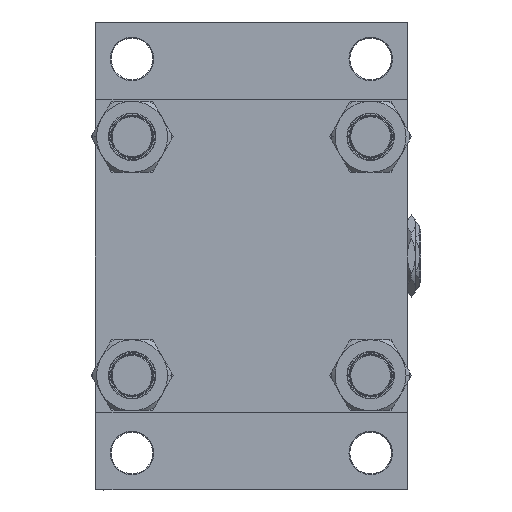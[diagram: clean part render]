
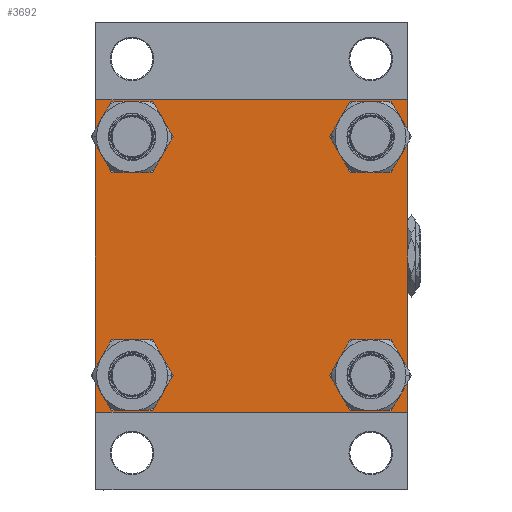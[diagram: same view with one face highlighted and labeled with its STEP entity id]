
A CAD part, left-side view. The second image highlights one B-rep face of the part: STEP entity #3692.
In plain terms, the highlighted planar face has unit normal (-1, 0, 0).
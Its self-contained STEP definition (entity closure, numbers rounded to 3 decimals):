
#950 = ORIENTED_EDGE ( 'NONE', *, *, #22391, .T. ) ;
#1032 = CARTESIAN_POINT ( 'NONE',  ( 0., 0., 0. ) ) ;
#1287 = DIRECTION ( 'NONE',  ( 0., -0.707, -0.707 ) ) ;
#1738 = EDGE_CURVE ( 'NONE', #21943, #47947, #43470, .T. ) ;
#1928 = DIRECTION ( 'NONE',  ( 0., 0., 1. ) ) ;
#2179 = DIRECTION ( 'NONE',  ( 0., 0., -1. ) ) ;
#2303 = VECTOR ( 'NONE', #35966, 1000. ) ;
#2375 = ORIENTED_EDGE ( 'NONE', *, *, #37550, .T. ) ;
#2620 = VERTEX_POINT ( 'NONE', #45670 ) ;
#2817 = VERTEX_POINT ( 'NONE', #35932 ) ;
#3168 = DIRECTION ( 'NONE',  ( 0., -1., 0. ) ) ;
#3439 = ORIENTED_EDGE ( 'NONE', *, *, #40039, .F. ) ;
#3692 = ADVANCED_FACE ( 'NONE', ( #45969, #27258, #42478, #27995, #35235 ), #8275, .T. ) ;
#4128 = AXIS2_PLACEMENT_3D ( 'NONE', #44915, #17962, #41416 ) ;
#4681 = DIRECTION ( 'NONE',  ( 1., 0., 0. ) ) ;
#4772 = CIRCLE ( 'NONE', #16716, 11.5 ) ;
#5184 = CARTESIAN_POINT ( 'NONE',  ( 0., -82.25, 82.25 ) ) ;
#5354 = CARTESIAN_POINT ( 'NONE',  ( 0., -82., -82.5 ) ) ;
#5760 = CARTESIAN_POINT ( 'NONE',  ( 0., -82.5, 82.5 ) ) ;
#6219 = CARTESIAN_POINT ( 'NONE',  ( 0., 82., -82.5 ) ) ;
#7345 = EDGE_CURVE ( 'NONE', #34969, #2817, #4772, .T. ) ;
#7734 = LINE ( 'NONE', #41695, #30694 ) ;
#8275 = PLANE ( 'NONE',  #38112 ) ;
#8523 = CARTESIAN_POINT ( 'NONE',  ( 0., 62.95, -62.95 ) ) ;
#8884 = CARTESIAN_POINT ( 'NONE',  ( 0., 62.95, -62.95 ) ) ;
#8897 = ORIENTED_EDGE ( 'NONE', *, *, #22269, .T. ) ;
#8925 = CARTESIAN_POINT ( 'NONE',  ( 0., 62.95, 62.95 ) ) ;
#9023 = DIRECTION ( 'NONE',  ( 1., 0., 0. ) ) ;
#9102 = VERTEX_POINT ( 'NONE', #49319 ) ;
#9391 = CARTESIAN_POINT ( 'NONE',  ( 0., -82.5, -82. ) ) ;
#9414 = VERTEX_POINT ( 'NONE', #9442 ) ;
#9442 = CARTESIAN_POINT ( 'NONE',  ( 0., -82.5, 82. ) ) ;
#9936 = VECTOR ( 'NONE', #13559, 1000. ) ;
#9941 = VERTEX_POINT ( 'NONE', #30307 ) ;
#10635 = ORIENTED_EDGE ( 'NONE', *, *, #17937, .T. ) ;
#11067 = CARTESIAN_POINT ( 'NONE',  ( 0., 82.5, -82. ) ) ;
#11094 = ORIENTED_EDGE ( 'NONE', *, *, #11328, .T. ) ;
#11109 = ORIENTED_EDGE ( 'NONE', *, *, #23604, .T. ) ;
#11328 = EDGE_CURVE ( 'NONE', #39113, #2620, #27116, .T. ) ;
#11796 = CARTESIAN_POINT ( 'NONE',  ( 0., -62.95, 51.45 ) ) ;
#12364 = VECTOR ( 'NONE', #36180, 1000. ) ;
#12490 = CIRCLE ( 'NONE', #32413, 11.5 ) ;
#13076 = DIRECTION ( 'NONE',  ( 1., 0., 0. ) ) ;
#13559 = DIRECTION ( 'NONE',  ( 0., 0.707, -0.707 ) ) ;
#14474 = EDGE_CURVE ( 'NONE', #35504, #28090, #16888, .T. ) ;
#15375 = AXIS2_PLACEMENT_3D ( 'NONE', #36597, #32613, #41088 ) ;
#15411 = ORIENTED_EDGE ( 'NONE', *, *, #49228, .T. ) ;
#15637 = CARTESIAN_POINT ( 'NONE',  ( 0., -62.95, -74.45 ) ) ;
#16573 = DIRECTION ( 'NONE',  ( 0., 0., 1. ) ) ;
#16716 = AXIS2_PLACEMENT_3D ( 'NONE', #44251, #13076, #16573 ) ;
#16888 = CIRCLE ( 'NONE', #4128, 11.5 ) ;
#16961 = CIRCLE ( 'NONE', #15375, 11.5 ) ;
#16987 = CIRCLE ( 'NONE', #48084, 11.5 ) ;
#17298 = EDGE_CURVE ( 'NONE', #28090, #35504, #16961, .T. ) ;
#17355 = ORIENTED_EDGE ( 'NONE', *, *, #42394, .F. ) ;
#17406 = LINE ( 'NONE', #44108, #33904 ) ;
#17410 = CARTESIAN_POINT ( 'NONE',  ( 0., 62.95, -51.45 ) ) ;
#17548 = CARTESIAN_POINT ( 'NONE',  ( 0., 82.25, 82.25 ) ) ;
#17836 = EDGE_CURVE ( 'NONE', #2817, #34969, #16987, .T. ) ;
#17937 = EDGE_CURVE ( 'NONE', #9102, #9941, #32948, .T. ) ;
#17962 = DIRECTION ( 'NONE',  ( 1., 0., 0. ) ) ;
#19174 = CARTESIAN_POINT ( 'NONE',  ( 0., 62.95, 62.95 ) ) ;
#19474 = DIRECTION ( 'NONE',  ( 0., -1., 0. ) ) ;
#19629 = DIRECTION ( 'NONE',  ( 0., 0., 1. ) ) ;
#20260 = LINE ( 'NONE', #5760, #2303 ) ;
#20306 = VERTEX_POINT ( 'NONE', #26497 ) ;
#20404 = ORIENTED_EDGE ( 'NONE', *, *, #17298, .T. ) ;
#20424 = DIRECTION ( 'NONE',  ( 0., 0.707, 0.707 ) ) ;
#21182 = EDGE_CURVE ( 'NONE', #36416, #30468, #21790, .T. ) ;
#21298 = ORIENTED_EDGE ( 'NONE', *, *, #21182, .T. ) ;
#21320 = VECTOR ( 'NONE', #1287, 1000. ) ;
#21583 = CARTESIAN_POINT ( 'NONE',  ( 0., -62.95, -51.45 ) ) ;
#21790 = LINE ( 'NONE', #17548, #9936 ) ;
#21943 = VERTEX_POINT ( 'NONE', #11067 ) ;
#22269 = EDGE_CURVE ( 'NONE', #47947, #33766, #7734, .T. ) ;
#22391 = EDGE_CURVE ( 'NONE', #33766, #30730, #39932, .T. ) ;
#23370 = DIRECTION ( 'NONE',  ( 1., 0., 0. ) ) ;
#23509 = DIRECTION ( 'NONE',  ( -1., 0., 0. ) ) ;
#23576 = ORIENTED_EDGE ( 'NONE', *, *, #37366, .T. ) ;
#23604 = EDGE_CURVE ( 'NONE', #30468, #21943, #17406, .T. ) ;
#23710 = VECTOR ( 'NONE', #3168, 1000. ) ;
#24003 = DIRECTION ( 'NONE',  ( 0., 0., 1. ) ) ;
#24163 = LINE ( 'NONE', #5184, #41208 ) ;
#24354 = ORIENTED_EDGE ( 'NONE', *, *, #14474, .T. ) ;
#26181 = DIRECTION ( 'NONE',  ( 0., 0., 1. ) ) ;
#26497 = CARTESIAN_POINT ( 'NONE',  ( 0., -82., 82.5 ) ) ;
#26582 = ORIENTED_EDGE ( 'NONE', *, *, #1738, .T. ) ;
#27116 = CIRCLE ( 'NONE', #33486, 11.5 ) ;
#27258 = FACE_BOUND ( 'NONE', #37299, .T. ) ;
#27995 = FACE_BOUND ( 'NONE', #40265, .T. ) ;
#28090 = VERTEX_POINT ( 'NONE', #15637 ) ;
#28945 = CARTESIAN_POINT ( 'NONE',  ( 0., -82.25, -82.25 ) ) ;
#29642 = CARTESIAN_POINT ( 'NONE',  ( 0., 82.5, 82.5 ) ) ;
#30307 = CARTESIAN_POINT ( 'NONE',  ( 0., 62.95, 74.45 ) ) ;
#30468 = VERTEX_POINT ( 'NONE', #45465 ) ;
#30694 = VECTOR ( 'NONE', #19474, 1000. ) ;
#30730 = VERTEX_POINT ( 'NONE', #9391 ) ;
#31186 = ORIENTED_EDGE ( 'NONE', *, *, #17836, .T. ) ;
#31332 = CARTESIAN_POINT ( 'NONE',  ( 0., 82., 82.5 ) ) ;
#31490 = DIRECTION ( 'NONE',  ( 0., 0., 1. ) ) ;
#32144 = AXIS2_PLACEMENT_3D ( 'NONE', #8925, #39373, #1928 ) ;
#32413 = AXIS2_PLACEMENT_3D ( 'NONE', #19174, #41649, #26181 ) ;
#32613 = DIRECTION ( 'NONE',  ( 1., 0., 0. ) ) ;
#32948 = CIRCLE ( 'NONE', #32144, 11.5 ) ;
#33486 = AXIS2_PLACEMENT_3D ( 'NONE', #8523, #9023, #24003 ) ;
#33766 = VERTEX_POINT ( 'NONE', #5354 ) ;
#33904 = VECTOR ( 'NONE', #2179, 1000. ) ;
#34969 = VERTEX_POINT ( 'NONE', #11796 ) ;
#35131 = DIRECTION ( 'NONE',  ( 0., 0., 1. ) ) ;
#35235 = FACE_OUTER_BOUND ( 'NONE', #43534, .T. ) ;
#35504 = VERTEX_POINT ( 'NONE', #21583 ) ;
#35932 = CARTESIAN_POINT ( 'NONE',  ( 0., -62.95, 74.45 ) ) ;
#35966 = DIRECTION ( 'NONE',  ( 0., 0., -1. ) ) ;
#36180 = DIRECTION ( 'NONE',  ( 0., -0.707, 0.707 ) ) ;
#36416 = VERTEX_POINT ( 'NONE', #31332 ) ;
#36597 = CARTESIAN_POINT ( 'NONE',  ( 0., -62.95, -62.95 ) ) ;
#36674 = CIRCLE ( 'NONE', #40666, 11.5 ) ;
#37088 = EDGE_LOOP ( 'NONE', ( #31186, #46605 ) ) ;
#37299 = EDGE_LOOP ( 'NONE', ( #24354, #20404 ) ) ;
#37366 = EDGE_CURVE ( 'NONE', #9941, #9102, #12490, .T. ) ;
#37550 = EDGE_CURVE ( 'NONE', #9414, #20306, #24163, .T. ) ;
#38112 = AXIS2_PLACEMENT_3D ( 'NONE', #1032, #23509, #31490 ) ;
#38869 = CARTESIAN_POINT ( 'NONE',  ( 0., -62.95, 62.95 ) ) ;
#39113 = VERTEX_POINT ( 'NONE', #17410 ) ;
#39373 = DIRECTION ( 'NONE',  ( 1., 0., 0. ) ) ;
#39932 = LINE ( 'NONE', #28945, #12364 ) ;
#39972 = CARTESIAN_POINT ( 'NONE',  ( 0., 82.25, -82.25 ) ) ;
#40039 = EDGE_CURVE ( 'NONE', #36416, #20306, #40619, .T. ) ;
#40265 = EDGE_LOOP ( 'NONE', ( #23576, #10635 ) ) ;
#40619 = LINE ( 'NONE', #29642, #23710 ) ;
#40666 = AXIS2_PLACEMENT_3D ( 'NONE', #8884, #23370, #19629 ) ;
#41088 = DIRECTION ( 'NONE',  ( 0., 0., 1. ) ) ;
#41208 = VECTOR ( 'NONE', #20424, 1000. ) ;
#41416 = DIRECTION ( 'NONE',  ( 0., 0., 1. ) ) ;
#41649 = DIRECTION ( 'NONE',  ( 1., 0., 0. ) ) ;
#41695 = CARTESIAN_POINT ( 'NONE',  ( 0., 82.5, -82.5 ) ) ;
#42394 = EDGE_CURVE ( 'NONE', #9414, #30730, #20260, .T. ) ;
#42478 = FACE_BOUND ( 'NONE', #43477, .T. ) ;
#43470 = LINE ( 'NONE', #39972, #21320 ) ;
#43477 = EDGE_LOOP ( 'NONE', ( #11094, #15411 ) ) ;
#43534 = EDGE_LOOP ( 'NONE', ( #11109, #26582, #8897, #950, #17355, #2375, #3439, #21298 ) ) ;
#44108 = CARTESIAN_POINT ( 'NONE',  ( 0., 82.5, 82.5 ) ) ;
#44251 = CARTESIAN_POINT ( 'NONE',  ( 0., -62.95, 62.95 ) ) ;
#44915 = CARTESIAN_POINT ( 'NONE',  ( 0., -62.95, -62.95 ) ) ;
#45465 = CARTESIAN_POINT ( 'NONE',  ( 0., 82.5, 82. ) ) ;
#45670 = CARTESIAN_POINT ( 'NONE',  ( 0., 62.95, -74.45 ) ) ;
#45969 = FACE_BOUND ( 'NONE', #37088, .T. ) ;
#46605 = ORIENTED_EDGE ( 'NONE', *, *, #7345, .T. ) ;
#47947 = VERTEX_POINT ( 'NONE', #6219 ) ;
#48084 = AXIS2_PLACEMENT_3D ( 'NONE', #38869, #4681, #35131 ) ;
#49228 = EDGE_CURVE ( 'NONE', #2620, #39113, #36674, .T. ) ;
#49319 = CARTESIAN_POINT ( 'NONE',  ( 0., 62.95, 51.45 ) ) ;
